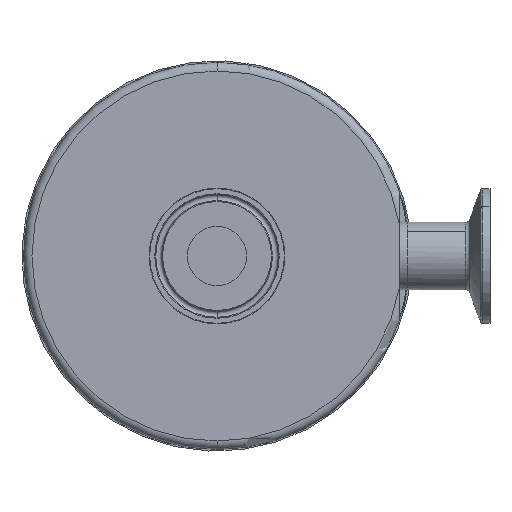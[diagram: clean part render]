
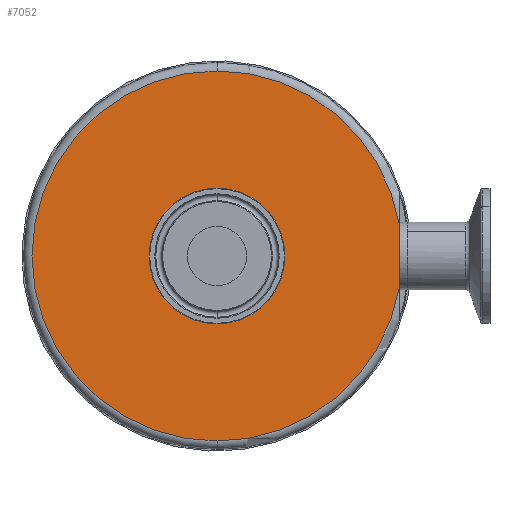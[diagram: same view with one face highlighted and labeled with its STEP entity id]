
A CAD part, front view. The second image highlights one B-rep face of the part: STEP entity #7052.
In plain terms, the highlighted planar face has unit normal (0, -1, 0).
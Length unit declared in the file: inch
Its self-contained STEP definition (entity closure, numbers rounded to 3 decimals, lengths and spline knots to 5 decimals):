
#86 = AXIS2_PLACEMENT_3D ( 'NONE', #1698, #4434, #1719 ) ;
#291 = VERTEX_POINT ( 'NONE', #2562 ) ;
#292 = CIRCLE ( 'NONE', #6918, 2.725 ) ;
#321 = VECTOR ( 'NONE', #2592, 39.37008 ) ;
#488 = CARTESIAN_POINT ( 'NONE',  ( 0., 0.84, 0. ) ) ;
#517 = DIRECTION ( 'NONE',  ( 0., -1., 0. ) ) ;
#633 = ORIENTED_EDGE ( 'NONE', *, *, #5589, .F. ) ;
#684 = CARTESIAN_POINT ( 'NONE',  ( 2.685, 0.84, 0.46519 ) ) ;
#932 = CIRCLE ( 'NONE', #86, 1. ) ;
#1036 = CARTESIAN_POINT ( 'NONE',  ( 0., 0.84, 0. ) ) ;
#1127 = DIRECTION ( 'NONE',  ( 0., 0., -1. ) ) ;
#1242 = CARTESIAN_POINT ( 'NONE',  ( 0., 0.84, 1. ) ) ;
#1311 = ORIENTED_EDGE ( 'NONE', *, *, #6492, .T. ) ;
#1407 = AXIS2_PLACEMENT_3D ( 'NONE', #3591, #5738, #4647 ) ;
#1548 = ORIENTED_EDGE ( 'NONE', *, *, #4044, .T. ) ;
#1561 = DIRECTION ( 'NONE',  ( 0., 0., -1. ) ) ;
#1579 = CARTESIAN_POINT ( 'NONE',  ( 0., 0.84, -2.725 ) ) ;
#1635 = DIRECTION ( 'NONE',  ( 0., 0., -1. ) ) ;
#1642 = CARTESIAN_POINT ( 'NONE',  ( 0., 0.84, 0. ) ) ;
#1698 = CARTESIAN_POINT ( 'NONE',  ( 0., 0.84, 0. ) ) ;
#1719 = DIRECTION ( 'NONE',  ( 0., 0., -1. ) ) ;
#2027 = FACE_BOUND ( 'NONE', #2602, .T. ) ;
#2186 = DIRECTION ( 'NONE',  ( 0., -1., 0. ) ) ;
#2544 = ORIENTED_EDGE ( 'NONE', *, *, #5996, .T. ) ;
#2549 = AXIS2_PLACEMENT_3D ( 'NONE', #488, #517, #1635 ) ;
#2562 = CARTESIAN_POINT ( 'NONE',  ( 0., 0.84, 2.725 ) ) ;
#2592 = DIRECTION ( 'NONE',  ( 0., 0., 1. ) ) ;
#2602 = EDGE_LOOP ( 'NONE', ( #633, #3957 ) ) ;
#2605 = DIRECTION ( 'NONE',  ( 0., -1., 0. ) ) ;
#3397 = LINE ( 'NONE', #5286, #321 ) ;
#3426 = VERTEX_POINT ( 'NONE', #1579 ) ;
#3477 = CARTESIAN_POINT ( 'NONE',  ( 0., 0.84, -1. ) ) ;
#3591 = CARTESIAN_POINT ( 'NONE',  ( 1., 0.84, 0. ) ) ;
#3957 = ORIENTED_EDGE ( 'NONE', *, *, #4783, .F. ) ;
#4044 = EDGE_CURVE ( 'NONE', #4726, #291, #292, .T. ) ;
#4229 = VERTEX_POINT ( 'NONE', #3477 ) ;
#4248 = CIRCLE ( 'NONE', #2549, 1. ) ;
#4434 = DIRECTION ( 'NONE',  ( 0., -1., 0. ) ) ;
#4447 = AXIS2_PLACEMENT_3D ( 'NONE', #1642, #2186, #1127 ) ;
#4647 = DIRECTION ( 'NONE',  ( 0., 0., -1. ) ) ;
#4726 = VERTEX_POINT ( 'NONE', #684 ) ;
#4783 = EDGE_CURVE ( 'NONE', #6309, #4229, #932, .T. ) ;
#4856 = DIRECTION ( 'NONE',  ( 0., -1., 0. ) ) ;
#5204 = PLANE ( 'NONE',  #1407 ) ;
#5286 = CARTESIAN_POINT ( 'NONE',  ( 2.685, 0.84, 0. ) ) ;
#5302 = DIRECTION ( 'NONE',  ( 0., 0., -1. ) ) ;
#5490 = VERTEX_POINT ( 'NONE', #6465 ) ;
#5589 = EDGE_CURVE ( 'NONE', #4229, #6309, #4248, .T. ) ;
#5738 = DIRECTION ( 'NONE',  ( 0., -1., 0. ) ) ;
#5843 = FACE_OUTER_BOUND ( 'NONE', #6845, .T. ) ;
#5996 = EDGE_CURVE ( 'NONE', #5490, #4726, #3397, .T. ) ;
#6288 = CIRCLE ( 'NONE', #4447, 2.725 ) ;
#6309 = VERTEX_POINT ( 'NONE', #1242 ) ;
#6363 = CARTESIAN_POINT ( 'NONE',  ( 0., 0.84, 0. ) ) ;
#6367 = CIRCLE ( 'NONE', #6497, 2.725 ) ;
#6465 = CARTESIAN_POINT ( 'NONE',  ( 2.685, 0.84, -0.46519 ) ) ;
#6492 = EDGE_CURVE ( 'NONE', #3426, #5490, #6367, .T. ) ;
#6497 = AXIS2_PLACEMENT_3D ( 'NONE', #6363, #2605, #5302 ) ;
#6713 = ORIENTED_EDGE ( 'NONE', *, *, #6729, .T. ) ;
#6729 = EDGE_CURVE ( 'NONE', #291, #3426, #6288, .T. ) ;
#6845 = EDGE_LOOP ( 'NONE', ( #1548, #6713, #1311, #2544 ) ) ;
#6918 = AXIS2_PLACEMENT_3D ( 'NONE', #1036, #4856, #1561 ) ;
#7052 = ADVANCED_FACE ( 'NONE', ( #2027, #5843 ), #5204, .T. ) ;
